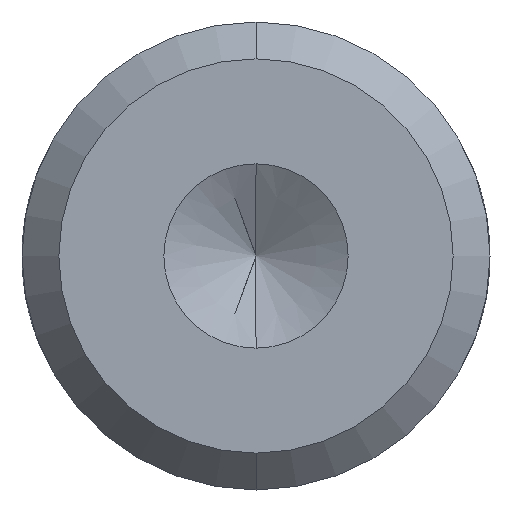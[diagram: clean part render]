
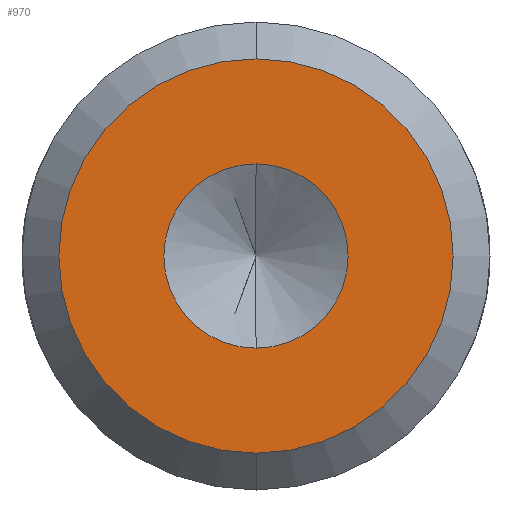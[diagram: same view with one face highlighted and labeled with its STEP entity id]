
A CAD part, front view. The second image highlights one B-rep face of the part: STEP entity #970.
In plain terms, the highlighted planar face has unit normal (0, -1, 0).
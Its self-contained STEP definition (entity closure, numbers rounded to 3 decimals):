
#3 = EDGE_LOOP ( 'NONE', ( #834, #752 ) ) ;
#9 = VERTEX_POINT ( 'NONE', #453 ) ;
#62 = AXIS2_PLACEMENT_3D ( 'NONE', #659, #506, #741 ) ;
#69 = AXIS2_PLACEMENT_3D ( 'NONE', #212, #914, #145 ) ;
#105 = AXIS2_PLACEMENT_3D ( 'NONE', #986, #825, #434 ) ;
#139 = CARTESIAN_POINT ( 'NONE',  ( 0., 0., 0. ) ) ;
#145 = DIRECTION ( 'NONE',  ( 0., 0., -1. ) ) ;
#199 = FACE_OUTER_BOUND ( 'NONE', #3, .T. ) ;
#212 = CARTESIAN_POINT ( 'NONE',  ( 0., 0., 0. ) ) ;
#222 = CARTESIAN_POINT ( 'NONE',  ( 0., 0., -5.35 ) ) ;
#268 = CIRCLE ( 'NONE', #105, 2.5 ) ;
#299 = EDGE_LOOP ( 'NONE', ( #707, #606 ) ) ;
#302 = CIRCLE ( 'NONE', #69, 5.35 ) ;
#315 = FACE_BOUND ( 'NONE', #299, .T. ) ;
#317 = CIRCLE ( 'NONE', #62, 2.5 ) ;
#319 = AXIS2_PLACEMENT_3D ( 'NONE', #139, #667, #513 ) ;
#332 = DIRECTION ( 'NONE',  ( 0., -1., 0. ) ) ;
#339 = EDGE_CURVE ( 'NONE', #601, #791, #302, .T. ) ;
#434 = DIRECTION ( 'NONE',  ( 0., 0., -1. ) ) ;
#453 = CARTESIAN_POINT ( 'NONE',  ( 0., 0., -2.5 ) ) ;
#486 = DIRECTION ( 'NONE',  ( 0., 0., -1. ) ) ;
#506 = DIRECTION ( 'NONE',  ( 0., -1., 0. ) ) ;
#513 = DIRECTION ( 'NONE',  ( 0., 0., 1. ) ) ;
#560 = CARTESIAN_POINT ( 'NONE',  ( 0., 0., 0. ) ) ;
#595 = PLANE ( 'NONE',  #319 ) ;
#598 = VERTEX_POINT ( 'NONE', #910 ) ;
#601 = VERTEX_POINT ( 'NONE', #222 ) ;
#606 = ORIENTED_EDGE ( 'NONE', *, *, #1000, .F. ) ;
#651 = CARTESIAN_POINT ( 'NONE',  ( 0., 0., 5.35 ) ) ;
#655 = CIRCLE ( 'NONE', #783, 5.35 ) ;
#659 = CARTESIAN_POINT ( 'NONE',  ( 0., 0., 0. ) ) ;
#667 = DIRECTION ( 'NONE',  ( 0., 1., 0. ) ) ;
#707 = ORIENTED_EDGE ( 'NONE', *, *, #808, .F. ) ;
#740 = EDGE_CURVE ( 'NONE', #791, #601, #655, .T. ) ;
#741 = DIRECTION ( 'NONE',  ( 0., 0., -1. ) ) ;
#752 = ORIENTED_EDGE ( 'NONE', *, *, #339, .T. ) ;
#783 = AXIS2_PLACEMENT_3D ( 'NONE', #560, #332, #486 ) ;
#791 = VERTEX_POINT ( 'NONE', #651 ) ;
#808 = EDGE_CURVE ( 'NONE', #9, #598, #317, .T. ) ;
#825 = DIRECTION ( 'NONE',  ( 0., -1., 0. ) ) ;
#834 = ORIENTED_EDGE ( 'NONE', *, *, #740, .T. ) ;
#910 = CARTESIAN_POINT ( 'NONE',  ( 0., 0., 2.5 ) ) ;
#914 = DIRECTION ( 'NONE',  ( 0., -1., 0. ) ) ;
#970 = ADVANCED_FACE ( 'NONE', ( #315, #199 ), #595, .F. ) ;
#986 = CARTESIAN_POINT ( 'NONE',  ( 0., 0., 0. ) ) ;
#1000 = EDGE_CURVE ( 'NONE', #598, #9, #268, .T. ) ;
